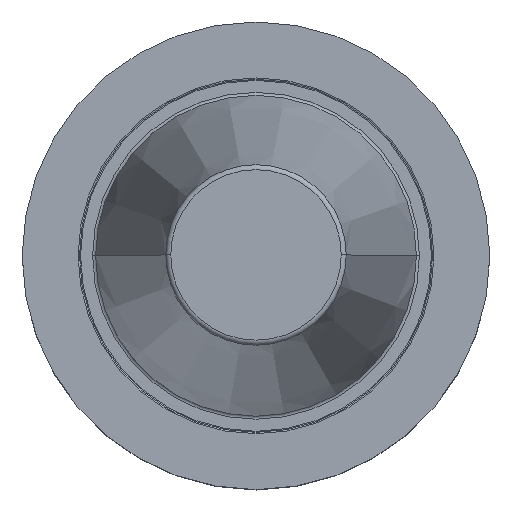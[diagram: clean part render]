
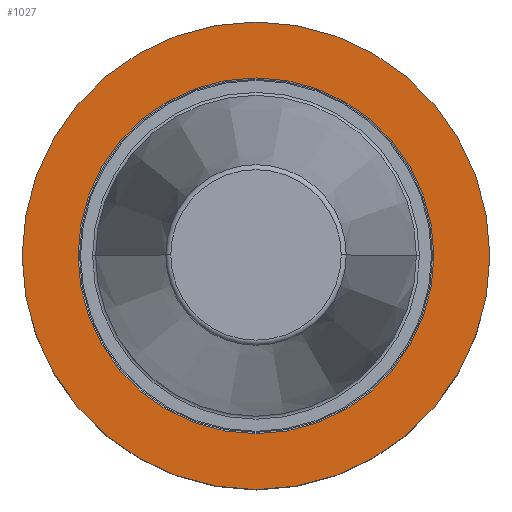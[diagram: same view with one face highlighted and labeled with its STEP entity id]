
A CAD part, top view. The second image highlights one B-rep face of the part: STEP entity #1027.
In plain terms, the highlighted planar face has unit normal (0, 0, 1).
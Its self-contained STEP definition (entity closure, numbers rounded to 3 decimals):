
#112=CARTESIAN_POINT('',(0.,0.,0.));
#113=DIRECTION('',(0.,0.,-1.));
#114=DIRECTION('',(1.,0.,0.));
#115=AXIS2_PLACEMENT_3D('',#112,#113,#114);
#120=CARTESIAN_POINT('',(0.,0.,0.));
#121=DIRECTION('',(0.,0.,1.));
#122=DIRECTION('',(1.,0.,0.));
#123=AXIS2_PLACEMENT_3D('',#120,#121,#122);
#128=CARTESIAN_POINT('',(0.,0.,0.));
#129=DIRECTION('',(0.,0.,1.));
#130=DIRECTION('',(1.,0.,0.));
#131=AXIS2_PLACEMENT_3D('',#128,#129,#130);
#136=CARTESIAN_POINT('',(0.,0.,0.));
#137=DIRECTION('',(0.,0.,1.));
#138=DIRECTION('',(-1.,0.,0.));
#139=AXIS2_PLACEMENT_3D('',#136,#137,#138);
#852=CARTESIAN_POINT('',(23.,0.,0.));
#853=CARTESIAN_POINT('',(-23.,0.,0.));
#854=VERTEX_POINT('',#852);
#855=VERTEX_POINT('',#853);
#916=CARTESIAN_POINT('',(17.5,0.,0.));
#917=CARTESIAN_POINT('',(-17.5,0.,0.));
#918=VERTEX_POINT('',#916);
#919=VERTEX_POINT('',#917);
#1012=CARTESIAN_POINT('',(0.,0.,0.));
#1013=DIRECTION('',(0.,0.,-1.));
#1014=DIRECTION('',(-1.,0.,0.));
#1015=AXIS2_PLACEMENT_3D('',#1012,#1013,#1014);
#1016=PLANE('',#1015);
#1017=ORIENTED_EDGE('',*,*,#933,.T.);
#1018=ORIENTED_EDGE('',*,*,#992,.F.);
#1019=EDGE_LOOP('',(#1017,#1018));
#1020=FACE_OUTER_BOUND('',#1019,.F.);
#1022=ORIENTED_EDGE('',*,*,#1021,.T.);
#1024=ORIENTED_EDGE('',*,*,#1023,.T.);
#1025=EDGE_LOOP('',(#1022,#1024));
#1026=FACE_BOUND('',#1025,.F.);
#1027=ADVANCED_FACE('',(#1020,#1026),#1016,.F.);
#116=CIRCLE('',#115,23.);
#124=CIRCLE('',#123,23.);
#132=CIRCLE('',#131,17.5);
#140=CIRCLE('',#139,17.5);
#933=EDGE_CURVE('',#854,#855,#116,.T.);
#992=EDGE_CURVE('',#854,#855,#124,.T.);
#1021=EDGE_CURVE('',#918,#919,#132,.T.);
#1023=EDGE_CURVE('',#919,#918,#140,.T.);
